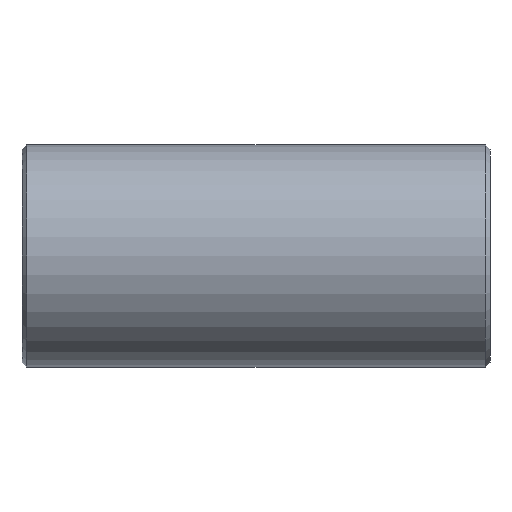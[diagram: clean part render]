
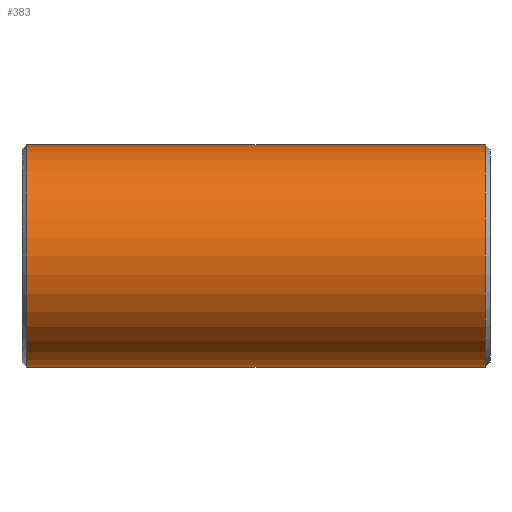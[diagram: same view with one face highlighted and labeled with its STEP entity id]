
A CAD part, front view. The second image highlights one B-rep face of the part: STEP entity #383.
In plain terms, the highlighted cylindrical face has radius 30.163 mm (diameter 60.325 mm), a partial arc.
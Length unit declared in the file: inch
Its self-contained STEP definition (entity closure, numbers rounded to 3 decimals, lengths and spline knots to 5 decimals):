
#14 = VERTEX_POINT ( 'NONE', #754 ) ;
#57 = CARTESIAN_POINT ( 'NONE',  ( -2.44867, 0., 0. ) ) ;
#113 = VERTEX_POINT ( 'NONE', #233 ) ;
#149 = LINE ( 'NONE', #705, #729 ) ;
#165 = DIRECTION ( 'NONE',  ( 1., 0., 0. ) ) ;
#202 = CARTESIAN_POINT ( 'NONE',  ( -2.44867, 0., 1.1875 ) ) ;
#205 = DIRECTION ( 'NONE',  ( -1., 0., 0. ) ) ;
#206 = CYLINDRICAL_SURFACE ( 'NONE', #421, 1.1875 ) ;
#233 = CARTESIAN_POINT ( 'NONE',  ( 2.44867, 0., -1.1875 ) ) ;
#273 = EDGE_CURVE ( 'NONE', #113, #14, #497, .T. ) ;
#275 = FACE_OUTER_BOUND ( 'NONE', #618, .T. ) ;
#301 = DIRECTION ( 'NONE',  ( -1., 0., 0. ) ) ;
#303 = DIRECTION ( 'NONE',  ( 0., 0., 1. ) ) ;
#307 = EDGE_CURVE ( 'NONE', #599, #350, #703, .T. ) ;
#350 = VERTEX_POINT ( 'NONE', #381 ) ;
#353 = AXIS2_PLACEMENT_3D ( 'NONE', #57, #165, #303 ) ;
#365 = CARTESIAN_POINT ( 'NONE',  ( 2.5, 0., 1.1875 ) ) ;
#381 = CARTESIAN_POINT ( 'NONE',  ( -2.44867, 0., -1.1875 ) ) ;
#383 = ADVANCED_FACE ( 'NONE', ( #275 ), #206, .T. ) ;
#406 = VECTOR ( 'NONE', #301, 39.37008 ) ;
#418 = DIRECTION ( 'NONE',  ( 0., 0., -1. ) ) ;
#421 = AXIS2_PLACEMENT_3D ( 'NONE', #530, #698, #768 ) ;
#424 = ORIENTED_EDGE ( 'NONE', *, *, #529, .T. ) ;
#494 = LINE ( 'NONE', #365, #406 ) ;
#497 = CIRCLE ( 'NONE', #549, 1.1875 ) ;
#529 = EDGE_CURVE ( 'NONE', #14, #599, #494, .T. ) ;
#530 = CARTESIAN_POINT ( 'NONE',  ( 2.5, 0., 0. ) ) ;
#537 = CARTESIAN_POINT ( 'NONE',  ( 2.44867, 0., 0. ) ) ;
#549 = AXIS2_PLACEMENT_3D ( 'NONE', #537, #722, #418 ) ;
#599 = VERTEX_POINT ( 'NONE', #202 ) ;
#603 = ORIENTED_EDGE ( 'NONE', *, *, #273, .T. ) ;
#618 = EDGE_LOOP ( 'NONE', ( #678, #603, #424, #726 ) ) ;
#634 = EDGE_CURVE ( 'NONE', #113, #350, #149, .T. ) ;
#678 = ORIENTED_EDGE ( 'NONE', *, *, #634, .F. ) ;
#698 = DIRECTION ( 'NONE',  ( -1., 0., 0. ) ) ;
#703 = CIRCLE ( 'NONE', #353, 1.1875 ) ;
#705 = CARTESIAN_POINT ( 'NONE',  ( 2.5, 0., -1.1875 ) ) ;
#722 = DIRECTION ( 'NONE',  ( -1., 0., 0. ) ) ;
#726 = ORIENTED_EDGE ( 'NONE', *, *, #307, .T. ) ;
#729 = VECTOR ( 'NONE', #205, 39.37008 ) ;
#754 = CARTESIAN_POINT ( 'NONE',  ( 2.44867, 0., 1.1875 ) ) ;
#768 = DIRECTION ( 'NONE',  ( 0., 0., 1. ) ) ;
